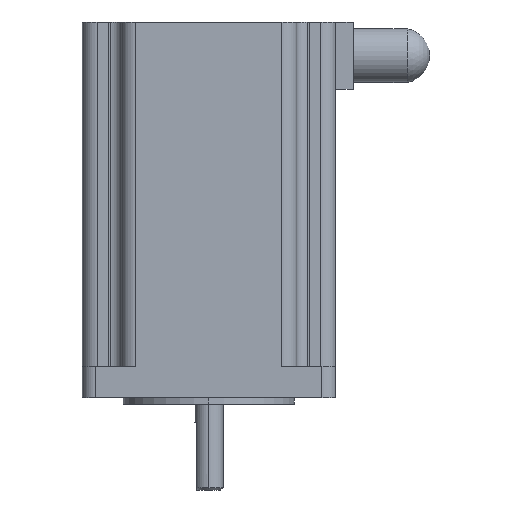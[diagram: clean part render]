
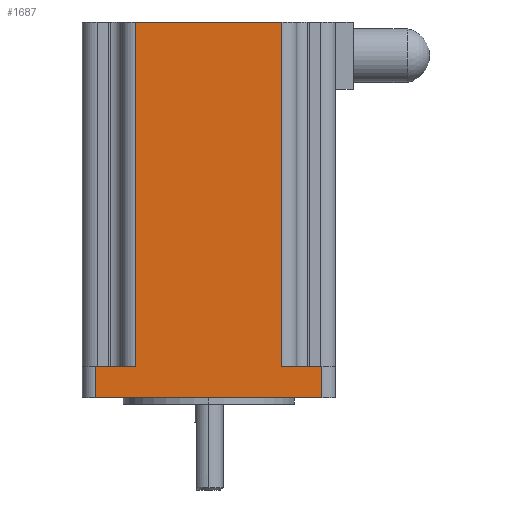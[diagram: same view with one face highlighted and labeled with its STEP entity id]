
A CAD part, left-side view. The second image highlights one B-rep face of the part: STEP entity #1687.
In plain terms, the highlighted planar face has unit normal (-1, 0, 0).
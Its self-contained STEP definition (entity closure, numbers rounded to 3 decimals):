
#35 = EDGE_LOOP ( 'NONE', ( #174, #176, #175, #177, #178, #179, #181, #180 ) ) ;
#174 = ORIENTED_EDGE ( 'NONE', *, *, #1534, .F. ) ;
#175 = ORIENTED_EDGE ( 'NONE', *, *, #1550, .F. ) ;
#176 = ORIENTED_EDGE ( 'NONE', *, *, #1544, .T. ) ;
#177 = ORIENTED_EDGE ( 'NONE', *, *, #1731, .T. ) ;
#178 = ORIENTED_EDGE ( 'NONE', *, *, #1522, .F. ) ;
#179 = ORIENTED_EDGE ( 'NONE', *, *, #1512, .T. ) ;
#180 = ORIENTED_EDGE ( 'NONE', *, *, #1542, .F. ) ;
#181 = ORIENTED_EDGE ( 'NONE', *, *, #1670, .T. ) ;
#390 = VERTEX_POINT ( 'NONE', #1444 ) ;
#418 = VERTEX_POINT ( 'NONE', #1472 ) ;
#424 = VERTEX_POINT ( 'NONE', #1478 ) ;
#472 = VERTEX_POINT ( 'NONE', #966 ) ;
#482 = VERTEX_POINT ( 'NONE', #878 ) ;
#495 = VERTEX_POINT ( 'NONE', #908 ) ;
#497 = VERTEX_POINT ( 'NONE', #839 ) ;
#500 = VERTEX_POINT ( 'NONE', #910 ) ;
#528 = LINE ( 'NONE', #745, #1324 ) ;
#539 = LINE ( 'NONE', #750, #1312 ) ;
#549 = LINE ( 'NONE', #792, #1278 ) ;
#559 = LINE ( 'NONE', #762, #1197 ) ;
#561 = LINE ( 'NONE', #758, #1396 ) ;
#565 = LINE ( 'NONE', #740, #1395 ) ;
#671 = LINE ( 'NONE', #1990, #1410 ) ;
#688 = FACE_OUTER_BOUND ( 'NONE', #35, .T. ) ;
#725 = LINE ( 'NONE', #1767, #1813 ) ;
#740 = CARTESIAN_POINT ( 'NONE',  ( -28.2, 25.2, 83.7 ) ) ;
#742 = DIRECTION ( 'NONE',  ( 0., 0., -1. ) ) ;
#745 = CARTESIAN_POINT ( 'NONE',  ( -28.2, 25.2, 83.7 ) ) ;
#748 = DIRECTION ( 'NONE',  ( 0., -1., 0. ) ) ;
#750 = CARTESIAN_POINT ( 'NONE',  ( -28.2, 25.2, 7. ) ) ;
#758 = CARTESIAN_POINT ( 'NONE',  ( -28.2, -16.275, 83.7 ) ) ;
#759 = DIRECTION ( 'NONE',  ( 0., 0., 1. ) ) ;
#762 = CARTESIAN_POINT ( 'NONE',  ( -28.2, -25.2, 83.7 ) ) ;
#763 = DIRECTION ( 'NONE',  ( 0., 0., -1. ) ) ;
#792 = CARTESIAN_POINT ( 'NONE',  ( -28.2, -19.575, 7. ) ) ;
#793 = DIRECTION ( 'NONE',  ( 0., -1., 0. ) ) ;
#839 = CARTESIAN_POINT ( 'NONE',  ( -28.2, 25.2, 7. ) ) ;
#878 = CARTESIAN_POINT ( 'NONE',  ( -28.2, -16.275, 83.7 ) ) ;
#908 = CARTESIAN_POINT ( 'NONE',  ( -28.2, 25.2, 0. ) ) ;
#910 = CARTESIAN_POINT ( 'NONE',  ( -28.2, -25.2, 7. ) ) ;
#919 = DIRECTION ( 'NONE',  ( 0., -1., 0. ) ) ;
#966 = CARTESIAN_POINT ( 'NONE',  ( -28.2, 16.27, 83.7 ) ) ;
#1197 = VECTOR ( 'NONE', #763, 1000. ) ;
#1278 = VECTOR ( 'NONE', #793, 1000. ) ;
#1312 = VECTOR ( 'NONE', #748, 1000. ) ;
#1324 = VECTOR ( 'NONE', #742, 1000. ) ;
#1395 = VECTOR ( 'NONE', #919, 1000. ) ;
#1396 = VECTOR ( 'NONE', #759, 1000. ) ;
#1409 = AXIS2_PLACEMENT_3D ( 'NONE', #1950, #1954, #1959 ) ;
#1410 = VECTOR ( 'NONE', #1944, 1000. ) ;
#1444 = CARTESIAN_POINT ( 'NONE',  ( -28.2, -25.2, 0. ) ) ;
#1472 = CARTESIAN_POINT ( 'NONE',  ( -28.2, -16.275, 7. ) ) ;
#1478 = CARTESIAN_POINT ( 'NONE',  ( -28.2, 16.27, 7. ) ) ;
#1512 = EDGE_CURVE ( 'NONE', #497, #495, #528, .T. ) ;
#1522 = EDGE_CURVE ( 'NONE', #497, #424, #539, .T. ) ;
#1534 = EDGE_CURVE ( 'NONE', #418, #500, #549, .T. ) ;
#1542 = EDGE_CURVE ( 'NONE', #500, #390, #559, .T. ) ;
#1544 = EDGE_CURVE ( 'NONE', #418, #482, #561, .T. ) ;
#1550 = EDGE_CURVE ( 'NONE', #472, #482, #565, .T. ) ;
#1670 = EDGE_CURVE ( 'NONE', #495, #390, #671, .T. ) ;
#1687 = ADVANCED_FACE ( 'NONE', ( #688 ), #1938, .F. ) ;
#1731 = EDGE_CURVE ( 'NONE', #472, #424, #725, .T. ) ;
#1767 = CARTESIAN_POINT ( 'NONE',  ( -28.2, 16.27, 83.7 ) ) ;
#1768 = DIRECTION ( 'NONE',  ( 0., 0., -1. ) ) ;
#1813 = VECTOR ( 'NONE', #1768, 1000. ) ;
#1938 = PLANE ( 'NONE',  #1409 ) ;
#1944 = DIRECTION ( 'NONE',  ( 0., -1., 0. ) ) ;
#1950 = CARTESIAN_POINT ( 'NONE',  ( -28.2, 25.2, 83.7 ) ) ;
#1954 = DIRECTION ( 'NONE',  ( 1., 0., 0. ) ) ;
#1959 = DIRECTION ( 'NONE',  ( 0., 1., 0. ) ) ;
#1990 = CARTESIAN_POINT ( 'NONE',  ( -28.2, 25.2, 0. ) ) ;
